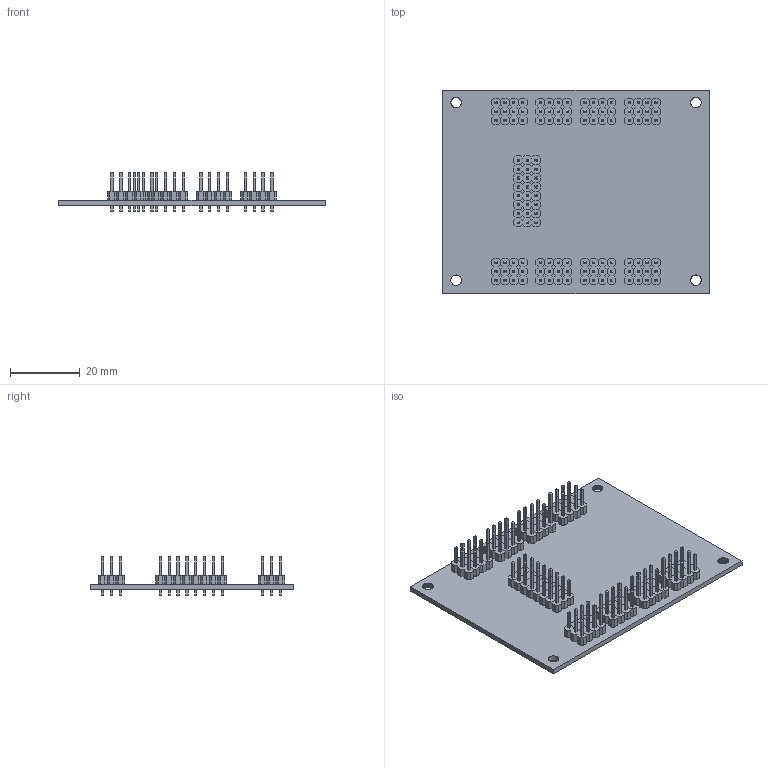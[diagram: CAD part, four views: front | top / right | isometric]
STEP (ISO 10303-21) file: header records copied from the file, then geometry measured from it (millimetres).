
FILE_DESCRIPTION(/* description */ (''),/* implementation_level */ '2;1');
FILE_NAME(/* name */ 'SSC-32U.step',/* time_stamp */ '2020-04-28T20:08:59+02:00',/* author */ (''),/* organization */ (''),/* preprocessor_version */ 'ST-DEVELOPER v18.1',/* originating_system */ 'Autodesk Translation Framework v9.2.0.1227',/* authorisation */ '');
FILE_SCHEMA (('AUTOMOTIVE_DESIGN { 1 0 10303 214 3 1 1 }'));
Length unit declared in the file: millimetre
Products named in the file (3): SSC-32U; Packages; 1X03
Assembly tree (41 placements, depth 3):
  SSC-32U
    Packages
      1X03  x40
Bounding box: 76.18 x 58.09 x 11.34 mm (x, y, z)
Volume: 8593 mm3; surface area: 15730.8 mm2
Topology: 41 solids, 41 shells, 3431 faces, 8367 edges, 5258 vertices
Faces by surface type: plane 3310, cylinder 121
Full cylindrical faces by diameter (mm): 1.016 x120, 3 x1
Entity records: 16204 total; most frequent: CARTESIAN_POINT 2748, ORIENTED_EDGE 2694, DIRECTION 2611, EDGE_CURVE 1347, LINE 1105, VECTOR 1105, VERTEX_POINT 890, AXIS2_PLACEMENT_3D 753
